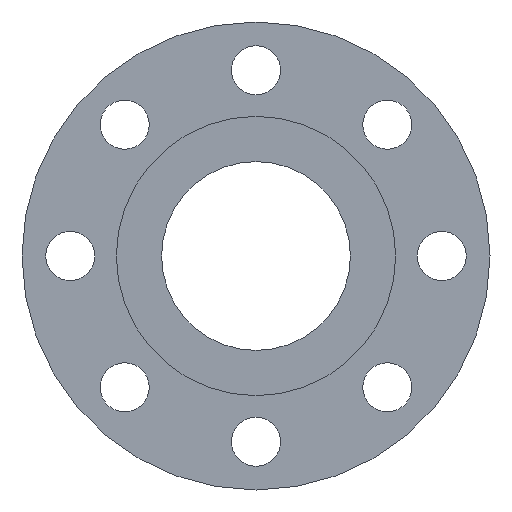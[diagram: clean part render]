
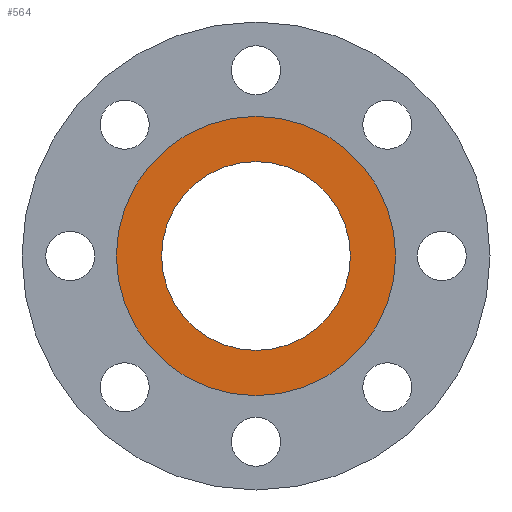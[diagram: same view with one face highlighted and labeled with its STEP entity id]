
A CAD part, front view. The second image highlights one B-rep face of the part: STEP entity #564.
In plain terms, the highlighted planar face has unit normal (0, -1, 0).
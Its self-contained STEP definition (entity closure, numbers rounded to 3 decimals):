
#14 = EDGE_CURVE ( 'NONE', #342, #592, #119, .T. ) ;
#20 = DIRECTION ( 'NONE',  ( 0., 0., 1. ) ) ;
#59 = CIRCLE ( 'NONE', #398, 94. ) ;
#65 = ORIENTED_EDGE ( 'NONE', *, *, #84, .F. ) ;
#84 = EDGE_CURVE ( 'NONE', #658, #476, #151, .T. ) ;
#91 = DIRECTION ( 'NONE',  ( 0., 0., 1. ) ) ;
#95 = CARTESIAN_POINT ( 'NONE',  ( 0., 0., 0. ) ) ;
#105 = AXIS2_PLACEMENT_3D ( 'NONE', #1040, #949, #91 ) ;
#118 = ORIENTED_EDGE ( 'NONE', *, *, #214, .F. ) ;
#119 = CIRCLE ( 'NONE', #105, 63.55 ) ;
#124 = CARTESIAN_POINT ( 'NONE',  ( 0., 0., 0. ) ) ;
#151 = CIRCLE ( 'NONE', #822, 94. ) ;
#159 = ORIENTED_EDGE ( 'NONE', *, *, #14, .T. ) ;
#189 = FACE_OUTER_BOUND ( 'NONE', #579, .T. ) ;
#214 = EDGE_CURVE ( 'NONE', #476, #658, #59, .T. ) ;
#258 = CARTESIAN_POINT ( 'NONE',  ( 0., 0., 94. ) ) ;
#289 = CARTESIAN_POINT ( 'NONE',  ( 0., 0., 0. ) ) ;
#303 = DIRECTION ( 'NONE',  ( 0., 0., 1. ) ) ;
#342 = VERTEX_POINT ( 'NONE', #1023 ) ;
#354 = DIRECTION ( 'NONE',  ( 0., 0., 1. ) ) ;
#359 = CARTESIAN_POINT ( 'NONE',  ( 0., 0., 63.55 ) ) ;
#383 = CIRCLE ( 'NONE', #519, 63.55 ) ;
#398 = AXIS2_PLACEMENT_3D ( 'NONE', #124, #1060, #303 ) ;
#436 = AXIS2_PLACEMENT_3D ( 'NONE', #359, #936, #513 ) ;
#442 = FACE_BOUND ( 'NONE', #889, .T. ) ;
#476 = VERTEX_POINT ( 'NONE', #1028 ) ;
#484 = CARTESIAN_POINT ( 'NONE',  ( 0., 0., -63.55 ) ) ;
#513 = DIRECTION ( 'NONE',  ( 0., 0., -1. ) ) ;
#519 = AXIS2_PLACEMENT_3D ( 'NONE', #95, #617, #354 ) ;
#538 = EDGE_CURVE ( 'NONE', #592, #342, #383, .T. ) ;
#564 = ADVANCED_FACE ( 'NONE', ( #442, #189 ), #864, .T. ) ;
#579 = EDGE_LOOP ( 'NONE', ( #65, #118 ) ) ;
#592 = VERTEX_POINT ( 'NONE', #484 ) ;
#617 = DIRECTION ( 'NONE',  ( 0., 1., 0. ) ) ;
#658 = VERTEX_POINT ( 'NONE', #258 ) ;
#675 = ORIENTED_EDGE ( 'NONE', *, *, #538, .T. ) ;
#688 = DIRECTION ( 'NONE',  ( 0., 1., 0. ) ) ;
#822 = AXIS2_PLACEMENT_3D ( 'NONE', #289, #688, #20 ) ;
#864 = PLANE ( 'NONE',  #436 ) ;
#889 = EDGE_LOOP ( 'NONE', ( #159, #675 ) ) ;
#936 = DIRECTION ( 'NONE',  ( 0., -1., 0. ) ) ;
#949 = DIRECTION ( 'NONE',  ( 0., 1., 0. ) ) ;
#1023 = CARTESIAN_POINT ( 'NONE',  ( 0., 0., 63.55 ) ) ;
#1028 = CARTESIAN_POINT ( 'NONE',  ( 0., 0., -94. ) ) ;
#1040 = CARTESIAN_POINT ( 'NONE',  ( 0., 0., 0. ) ) ;
#1060 = DIRECTION ( 'NONE',  ( 0., 1., 0. ) ) ;
